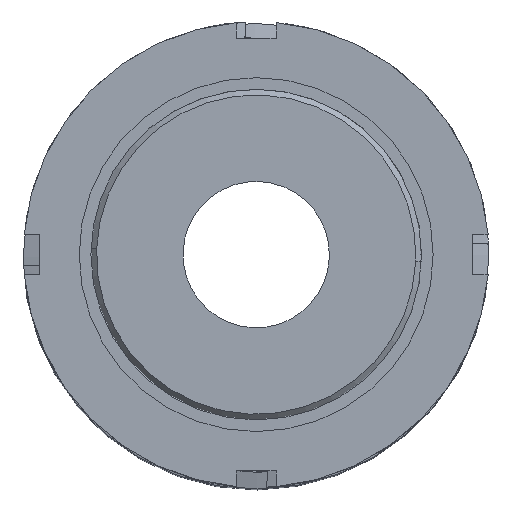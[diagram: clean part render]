
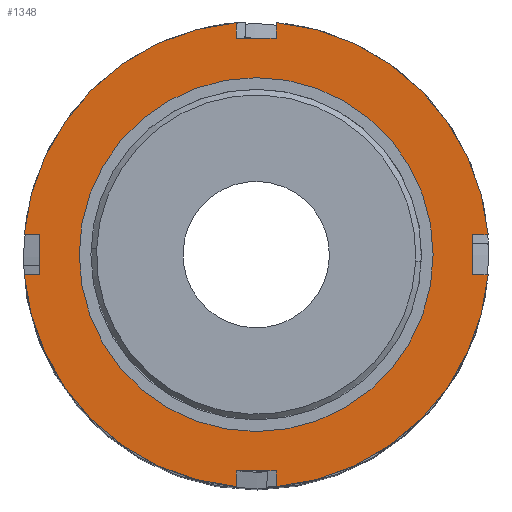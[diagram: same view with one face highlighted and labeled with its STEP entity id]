
A CAD part, front view. The second image highlights one B-rep face of the part: STEP entity #1348.
In plain terms, the highlighted planar face has unit normal (0, -1, 0).
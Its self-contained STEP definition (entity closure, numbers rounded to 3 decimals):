
#111 = ORIENTED_EDGE ( 'NONE', *, *, #2310, .T. ) ;
#139 = EDGE_LOOP ( 'NONE', ( #2199, #1281 ) ) ;
#147 = CARTESIAN_POINT ( 'NONE',  ( -26.6, -23.269, 0. ) ) ;
#153 = VERTEX_POINT ( 'NONE', #840 ) ;
#155 = DIRECTION ( 'NONE',  ( -1., 0., 0. ) ) ;
#183 = VECTOR ( 'NONE', #1123, 1000. ) ;
#186 = AXIS2_PLACEMENT_3D ( 'NONE', #3315, #2343, #1808 ) ;
#238 = DIRECTION ( 'NONE',  ( 0., 1., 0. ) ) ;
#250 = EDGE_CURVE ( 'NONE', #2499, #3076, #873, .T. ) ;
#262 = VERTEX_POINT ( 'NONE', #1508 ) ;
#268 = ORIENTED_EDGE ( 'NONE', *, *, #3297, .F. ) ;
#294 = VERTEX_POINT ( 'NONE', #1747 ) ;
#297 = DIRECTION ( 'NONE',  ( -1., 0., 0. ) ) ;
#303 = VERTEX_POINT ( 'NONE', #760 ) ;
#359 = VERTEX_POINT ( 'NONE', #3055 ) ;
#388 = DIRECTION ( 'NONE',  ( -1., 0., 0. ) ) ;
#396 = CARTESIAN_POINT ( 'NONE',  ( 34.871, -23.269, 3. ) ) ;
#397 = ORIENTED_EDGE ( 'NONE', *, *, #2221, .F. ) ;
#432 = DIRECTION ( 'NONE',  ( 0., 0., 1. ) ) ;
#457 = VECTOR ( 'NONE', #2941, 1000. ) ;
#467 = VERTEX_POINT ( 'NONE', #2093 ) ;
#491 = VECTOR ( 'NONE', #822, 1000. ) ;
#501 = DIRECTION ( 'NONE',  ( 0., 0., 1. ) ) ;
#530 = CARTESIAN_POINT ( 'NONE',  ( -3., -23.269, 32.5 ) ) ;
#557 = ORIENTED_EDGE ( 'NONE', *, *, #2380, .T. ) ;
#563 = EDGE_CURVE ( 'NONE', #294, #610, #3231, .T. ) ;
#573 = DIRECTION ( 'NONE',  ( -1., 0., 0. ) ) ;
#584 = EDGE_CURVE ( 'NONE', #153, #642, #1383, .T. ) ;
#610 = VERTEX_POINT ( 'NONE', #1415 ) ;
#620 = CARTESIAN_POINT ( 'NONE',  ( -3., -23.269, 0. ) ) ;
#628 = LINE ( 'NONE', #2714, #1062 ) ;
#637 = CARTESIAN_POINT ( 'NONE',  ( 3., -23.269, -34.871 ) ) ;
#642 = VERTEX_POINT ( 'NONE', #396 ) ;
#647 = CARTESIAN_POINT ( 'NONE',  ( 0., -23.269, 0. ) ) ;
#743 = CARTESIAN_POINT ( 'NONE',  ( 0., -23.269, 0. ) ) ;
#760 = CARTESIAN_POINT ( 'NONE',  ( 34.871, -23.269, -3. ) ) ;
#777 = AXIS2_PLACEMENT_3D ( 'NONE', #1609, #870, #1629 ) ;
#822 = DIRECTION ( 'NONE',  ( 1., 0., 0. ) ) ;
#840 = CARTESIAN_POINT ( 'NONE',  ( 32.5, -23.269, 3. ) ) ;
#867 = EDGE_CURVE ( 'NONE', #2531, #1869, #1153, .T. ) ;
#870 = DIRECTION ( 'NONE',  ( 0., 1., 0. ) ) ;
#873 = LINE ( 'NONE', #2532, #1625 ) ;
#915 = ORIENTED_EDGE ( 'NONE', *, *, #563, .F. ) ;
#1010 = VECTOR ( 'NONE', #2603, 1000. ) ;
#1062 = VECTOR ( 'NONE', #2236, 1000. ) ;
#1066 = CIRCLE ( 'NONE', #3086, 35. ) ;
#1070 = EDGE_CURVE ( 'NONE', #2499, #610, #2262, .T. ) ;
#1089 = CARTESIAN_POINT ( 'NONE',  ( 26.6, -23.269, 3. ) ) ;
#1100 = CARTESIAN_POINT ( 'NONE',  ( 3., -23.269, 32.5 ) ) ;
#1123 = DIRECTION ( 'NONE',  ( 0., 0., 1. ) ) ;
#1132 = AXIS2_PLACEMENT_3D ( 'NONE', #1536, #1843, #297 ) ;
#1153 = CIRCLE ( 'NONE', #1924, 26.6 ) ;
#1177 = DIRECTION ( 'NONE',  ( 1., 0., 0. ) ) ;
#1191 = AXIS2_PLACEMENT_3D ( 'NONE', #3305, #1786, #573 ) ;
#1215 = DIRECTION ( 'NONE',  ( 0., 1., 0. ) ) ;
#1235 = ORIENTED_EDGE ( 'NONE', *, *, #1541, .F. ) ;
#1258 = DIRECTION ( 'NONE',  ( 1., 0., 0. ) ) ;
#1281 = ORIENTED_EDGE ( 'NONE', *, *, #867, .T. ) ;
#1313 = DIRECTION ( 'NONE',  ( 0., 0., -1. ) ) ;
#1348 = ADVANCED_FACE ( 'NONE', ( #1568, #2344 ), #1768, .F. ) ;
#1373 = CARTESIAN_POINT ( 'NONE',  ( 26.6, -23.269, -3. ) ) ;
#1379 = VECTOR ( 'NONE', #1313, 1000. ) ;
#1383 = LINE ( 'NONE', #2705, #2585 ) ;
#1405 = DIRECTION ( 'NONE',  ( -1., 0., 0. ) ) ;
#1415 = CARTESIAN_POINT ( 'NONE',  ( -3., -23.269, 34.871 ) ) ;
#1426 = DIRECTION ( 'NONE',  ( 0., 1., 0. ) ) ;
#1433 = EDGE_CURVE ( 'NONE', #2170, #294, #3121, .T. ) ;
#1460 = CIRCLE ( 'NONE', #1191, 35. ) ;
#1470 = VECTOR ( 'NONE', #388, 1000. ) ;
#1490 = CARTESIAN_POINT ( 'NONE',  ( -3., -23.269, 0. ) ) ;
#1508 = CARTESIAN_POINT ( 'NONE',  ( -34.871, -23.269, -3. ) ) ;
#1536 = CARTESIAN_POINT ( 'NONE',  ( 26.6, -23.269, 0. ) ) ;
#1541 = EDGE_CURVE ( 'NONE', #153, #1741, #2938, .T. ) ;
#1559 = CARTESIAN_POINT ( 'NONE',  ( 26.6, -23.269, 0. ) ) ;
#1568 = FACE_BOUND ( 'NONE', #139, .T. ) ;
#1569 = EDGE_CURVE ( 'NONE', #1869, #2531, #3313, .T. ) ;
#1605 = ORIENTED_EDGE ( 'NONE', *, *, #584, .T. ) ;
#1606 = EDGE_CURVE ( 'NONE', #3215, #262, #1460, .T. ) ;
#1609 = CARTESIAN_POINT ( 'NONE',  ( 0., -23.269, 0. ) ) ;
#1625 = VECTOR ( 'NONE', #1258, 1000. ) ;
#1629 = DIRECTION ( 'NONE',  ( -1., 0., 0. ) ) ;
#1637 = CARTESIAN_POINT ( 'NONE',  ( 32.5, -23.269, -3. ) ) ;
#1639 = CARTESIAN_POINT ( 'NONE',  ( 0., -23.269, -32.5 ) ) ;
#1700 = VERTEX_POINT ( 'NONE', #3125 ) ;
#1741 = VERTEX_POINT ( 'NONE', #1637 ) ;
#1747 = CARTESIAN_POINT ( 'NONE',  ( -34.871, -23.269, 3. ) ) ;
#1768 = PLANE ( 'NONE',  #1132 ) ;
#1769 = LINE ( 'NONE', #1373, #491 ) ;
#1786 = DIRECTION ( 'NONE',  ( 0., 1., 0. ) ) ;
#1808 = DIRECTION ( 'NONE',  ( -1., 0., 0. ) ) ;
#1816 = VECTOR ( 'NONE', #2935, 1000. ) ;
#1833 = CARTESIAN_POINT ( 'NONE',  ( 26.6, -23.269, -3. ) ) ;
#1843 = DIRECTION ( 'NONE',  ( 0., 1., 0. ) ) ;
#1869 = VERTEX_POINT ( 'NONE', #147 ) ;
#1876 = ORIENTED_EDGE ( 'NONE', *, *, #2593, .F. ) ;
#1882 = ORIENTED_EDGE ( 'NONE', *, *, #1606, .F. ) ;
#1924 = AXIS2_PLACEMENT_3D ( 'NONE', #743, #238, #2295 ) ;
#1926 = EDGE_CURVE ( 'NONE', #2993, #2170, #2133, .T. ) ;
#2061 = CARTESIAN_POINT ( 'NONE',  ( 32.5, -23.269, 0. ) ) ;
#2093 = CARTESIAN_POINT ( 'NONE',  ( 3., -23.269, 34.871 ) ) ;
#2133 = LINE ( 'NONE', #2555, #2183 ) ;
#2148 = LINE ( 'NONE', #1833, #1470 ) ;
#2170 = VERTEX_POINT ( 'NONE', #2370 ) ;
#2181 = EDGE_CURVE ( 'NONE', #1700, #359, #2943, .T. ) ;
#2183 = VECTOR ( 'NONE', #501, 1000. ) ;
#2186 = AXIS2_PLACEMENT_3D ( 'NONE', #647, #1426, #1405 ) ;
#2199 = ORIENTED_EDGE ( 'NONE', *, *, #1569, .T. ) ;
#2211 = VERTEX_POINT ( 'NONE', #637 ) ;
#2212 = CARTESIAN_POINT ( 'NONE',  ( 0., -23.269, 0. ) ) ;
#2221 = EDGE_CURVE ( 'NONE', #359, #3215, #2912, .T. ) ;
#2236 = DIRECTION ( 'NONE',  ( 0., 0., -1. ) ) ;
#2241 = EDGE_LOOP ( 'NONE', ( #3027, #2748, #557, #1882, #397, #2328, #111, #3189, #1876, #1235, #1605, #3003, #268, #3075, #2575, #915 ) ) ;
#2262 = LINE ( 'NONE', #1490, #2513 ) ;
#2295 = DIRECTION ( 'NONE',  ( -1., 0., 0. ) ) ;
#2310 = EDGE_CURVE ( 'NONE', #1700, #2211, #628, .T. ) ;
#2328 = ORIENTED_EDGE ( 'NONE', *, *, #2181, .F. ) ;
#2343 = DIRECTION ( 'NONE',  ( 0., 1., 0. ) ) ;
#2344 = FACE_OUTER_BOUND ( 'NONE', #2241, .T. ) ;
#2370 = CARTESIAN_POINT ( 'NONE',  ( -32.5, -23.269, 3. ) ) ;
#2380 = EDGE_CURVE ( 'NONE', #2993, #262, #2148, .T. ) ;
#2394 = CARTESIAN_POINT ( 'NONE',  ( 3., -23.269, 0. ) ) ;
#2418 = LINE ( 'NONE', #2394, #183 ) ;
#2499 = VERTEX_POINT ( 'NONE', #530 ) ;
#2513 = VECTOR ( 'NONE', #432, 1000. ) ;
#2531 = VERTEX_POINT ( 'NONE', #1559 ) ;
#2532 = CARTESIAN_POINT ( 'NONE',  ( 0., -23.269, 32.5 ) ) ;
#2555 = CARTESIAN_POINT ( 'NONE',  ( -32.5, -23.269, 0. ) ) ;
#2575 = ORIENTED_EDGE ( 'NONE', *, *, #1070, .T. ) ;
#2585 = VECTOR ( 'NONE', #1177, 1000. ) ;
#2593 = EDGE_CURVE ( 'NONE', #1741, #303, #1769, .T. ) ;
#2603 = DIRECTION ( 'NONE',  ( -1., 0., 0. ) ) ;
#2705 = CARTESIAN_POINT ( 'NONE',  ( 26.6, -23.269, 3. ) ) ;
#2714 = CARTESIAN_POINT ( 'NONE',  ( 3., -23.269, 0. ) ) ;
#2748 = ORIENTED_EDGE ( 'NONE', *, *, #1926, .F. ) ;
#2798 = EDGE_CURVE ( 'NONE', #303, #2211, #1066, .T. ) ;
#2912 = LINE ( 'NONE', #620, #457 ) ;
#2935 = DIRECTION ( 'NONE',  ( -1., 0., 0. ) ) ;
#2938 = LINE ( 'NONE', #2061, #1379 ) ;
#2941 = DIRECTION ( 'NONE',  ( 0., 0., -1. ) ) ;
#2943 = LINE ( 'NONE', #1639, #1816 ) ;
#2993 = VERTEX_POINT ( 'NONE', #3302 ) ;
#3003 = ORIENTED_EDGE ( 'NONE', *, *, #3221, .F. ) ;
#3027 = ORIENTED_EDGE ( 'NONE', *, *, #1433, .F. ) ;
#3055 = CARTESIAN_POINT ( 'NONE',  ( -3., -23.269, -32.5 ) ) ;
#3075 = ORIENTED_EDGE ( 'NONE', *, *, #250, .F. ) ;
#3076 = VERTEX_POINT ( 'NONE', #1100 ) ;
#3086 = AXIS2_PLACEMENT_3D ( 'NONE', #2212, #1215, #155 ) ;
#3121 = LINE ( 'NONE', #1089, #1010 ) ;
#3125 = CARTESIAN_POINT ( 'NONE',  ( 3., -23.269, -32.5 ) ) ;
#3147 = CIRCLE ( 'NONE', #2186, 35. ) ;
#3162 = CARTESIAN_POINT ( 'NONE',  ( -3., -23.269, -34.871 ) ) ;
#3189 = ORIENTED_EDGE ( 'NONE', *, *, #2798, .F. ) ;
#3215 = VERTEX_POINT ( 'NONE', #3162 ) ;
#3221 = EDGE_CURVE ( 'NONE', #467, #642, #3147, .T. ) ;
#3231 = CIRCLE ( 'NONE', #777, 35. ) ;
#3297 = EDGE_CURVE ( 'NONE', #3076, #467, #2418, .T. ) ;
#3302 = CARTESIAN_POINT ( 'NONE',  ( -32.5, -23.269, -3. ) ) ;
#3305 = CARTESIAN_POINT ( 'NONE',  ( 0., -23.269, 0. ) ) ;
#3313 = CIRCLE ( 'NONE', #186, 26.6 ) ;
#3315 = CARTESIAN_POINT ( 'NONE',  ( 0., -23.269, 0. ) ) ;
